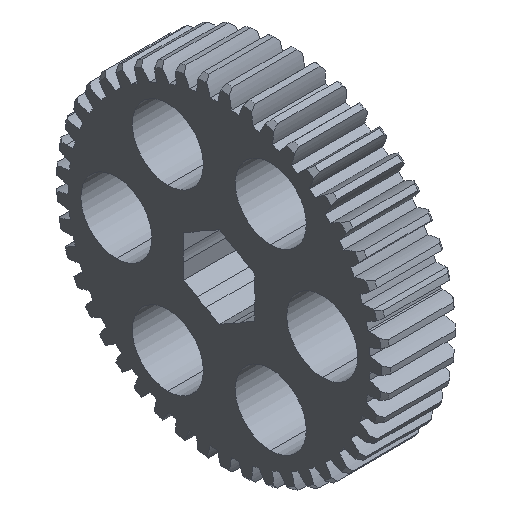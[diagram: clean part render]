
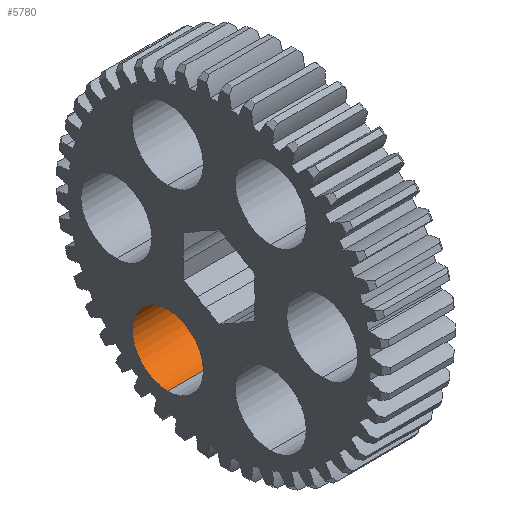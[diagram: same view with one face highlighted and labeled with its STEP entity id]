
A CAD part, isometric view. The second image highlights one B-rep face of the part: STEP entity #5780.
In plain terms, the highlighted cylindrical face has radius 6.35 mm (diameter 12.7 mm), a partial arc.
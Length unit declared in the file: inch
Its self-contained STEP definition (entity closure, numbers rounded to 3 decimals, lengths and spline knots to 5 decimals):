
#453 = CARTESIAN_POINT ( 'NONE',  ( 0.516, 0.3625, -0.37787 ) ) ;
#691 = CARTESIAN_POINT ( 'NONE',  ( 0.516, 0.3625, -0.87787 ) ) ;
#850 = VECTOR ( 'NONE', #10742, 39.37008 ) ;
#869 = ORIENTED_EDGE ( 'NONE', *, *, #5131, .F. ) ;
#939 = DIRECTION ( 'NONE',  ( 0., 0., -1. ) ) ;
#946 = CARTESIAN_POINT ( 'NONE',  ( 0., 0.3625, -0.37787 ) ) ;
#1105 = DIRECTION ( 'NONE',  ( 0., 0., -1. ) ) ;
#1116 = AXIS2_PLACEMENT_3D ( 'NONE', #4433, #6116, #1105 ) ;
#1427 = CARTESIAN_POINT ( 'NONE',  ( 0., 0.3625, -0.87787 ) ) ;
#1910 = EDGE_CURVE ( 'NONE', #3608, #7061, #8349, .T. ) ;
#2702 = EDGE_CURVE ( 'NONE', #7061, #10238, #8058, .T. ) ;
#2847 = AXIS2_PLACEMENT_3D ( 'NONE', #9224, #8534, #939 ) ;
#2994 = CARTESIAN_POINT ( 'NONE',  ( 0.516, 0.3625, -0.62787 ) ) ;
#3332 = ORIENTED_EDGE ( 'NONE', *, *, #2702, .F. ) ;
#3608 = VERTEX_POINT ( 'NONE', #3786 ) ;
#3786 = CARTESIAN_POINT ( 'NONE',  ( 0., 0.3625, -0.37787 ) ) ;
#3816 = FACE_OUTER_BOUND ( 'NONE', #7548, .T. ) ;
#3839 = DIRECTION ( 'NONE',  ( 0., 0., 1. ) ) ;
#4433 = CARTESIAN_POINT ( 'NONE',  ( 0., 0.3625, -0.62787 ) ) ;
#5131 = EDGE_CURVE ( 'NONE', #10697, #3608, #6567, .T. ) ;
#5691 = CARTESIAN_POINT ( 'NONE',  ( 0., 0.3625, -0.87787 ) ) ;
#5780 = ADVANCED_FACE ( 'NONE', ( #3816 ), #10272, .F. ) ;
#6116 = DIRECTION ( 'NONE',  ( 1., 0., 0. ) ) ;
#6567 = CIRCLE ( 'NONE', #2847, 0.25 ) ;
#6930 = ORIENTED_EDGE ( 'NONE', *, *, #1910, .F. ) ;
#7061 = VERTEX_POINT ( 'NONE', #453 ) ;
#7232 = EDGE_CURVE ( 'NONE', #10697, #10238, #7242, .T. ) ;
#7242 = LINE ( 'NONE', #5691, #850 ) ;
#7548 = EDGE_LOOP ( 'NONE', ( #6930, #869, #10819, #3332 ) ) ;
#8016 = DIRECTION ( 'NONE',  ( 1., 0., 0. ) ) ;
#8058 = CIRCLE ( 'NONE', #8897, 0.25 ) ;
#8349 = LINE ( 'NONE', #946, #10838 ) ;
#8534 = DIRECTION ( 'NONE',  ( 1., 0., 0. ) ) ;
#8892 = DIRECTION ( 'NONE',  ( -1., 0., 0. ) ) ;
#8897 = AXIS2_PLACEMENT_3D ( 'NONE', #2994, #8892, #3839 ) ;
#9224 = CARTESIAN_POINT ( 'NONE',  ( 0., 0.3625, -0.62787 ) ) ;
#10238 = VERTEX_POINT ( 'NONE', #691 ) ;
#10272 = CYLINDRICAL_SURFACE ( 'NONE', #1116, 0.25 ) ;
#10697 = VERTEX_POINT ( 'NONE', #1427 ) ;
#10742 = DIRECTION ( 'NONE',  ( 1., 0., 0. ) ) ;
#10819 = ORIENTED_EDGE ( 'NONE', *, *, #7232, .T. ) ;
#10838 = VECTOR ( 'NONE', #8016, 39.37008 ) ;
